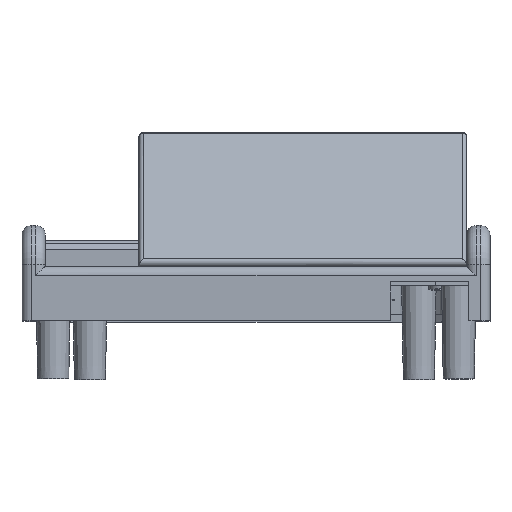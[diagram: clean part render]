
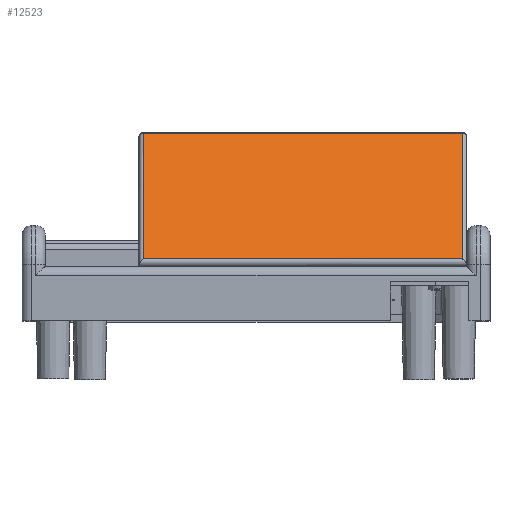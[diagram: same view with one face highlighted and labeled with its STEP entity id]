
A CAD part, top view. The second image highlights one B-rep face of the part: STEP entity #12523.
In plain terms, the highlighted planar face has unit normal (0, 0.707, 0.707).
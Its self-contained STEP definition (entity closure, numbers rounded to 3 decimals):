
#1157=PLANE('',#13229);
#1845=FACE_OUTER_BOUND('',#2606,.T.);
#2606=EDGE_LOOP('',(#11807,#11808,#11809,#11810));
#3988=LINE('',#22592,#5252);
#3990=LINE('',#22602,#5254);
#3992=LINE('',#22608,#5256);
#3993=LINE('',#22610,#5257);
#5252=VECTOR('',#15812,10.);
#5254=VECTOR('',#15820,10.);
#5256=VECTOR('',#15828,10.);
#5257=VECTOR('',#15831,10.);
#6425=VERTEX_POINT('',#22577);
#6430=VERTEX_POINT('',#22587);
#6434=VERTEX_POINT('',#22599);
#6435=VERTEX_POINT('',#22601);
#8207=EDGE_CURVE('',#6425,#6430,#3988,.T.);
#8211=EDGE_CURVE('',#6434,#6435,#3990,.T.);
#8215=EDGE_CURVE('',#6430,#6434,#3992,.T.);
#8216=EDGE_CURVE('',#6435,#6425,#3993,.T.);
#11807=ORIENTED_EDGE('',*,*,#8211,.F.);
#11808=ORIENTED_EDGE('',*,*,#8215,.F.);
#11809=ORIENTED_EDGE('',*,*,#8207,.F.);
#11810=ORIENTED_EDGE('',*,*,#8216,.F.);
#12523=ADVANCED_FACE('',(#1845),#1157,.T.);
#13229=AXIS2_PLACEMENT_3D('',#22638,#15866,#15867);
#15812=DIRECTION('',(1.,0.,0.));
#15820=DIRECTION('',(-1.,0.,0.));
#15828=DIRECTION('',(0.,-0.707,0.707));
#15831=DIRECTION('',(0.,0.707,-0.707));
#15866=DIRECTION('center_axis',(0.,0.707,0.707));
#15867=DIRECTION('ref_axis',(0.,-0.707,0.707));
#22577=CARTESIAN_POINT('',(-28.9,65.078,48.722));
#22587=CARTESIAN_POINT('',(52.9,65.078,48.722));
#22592=CARTESIAN_POINT('',(0.,65.078,48.722));
#22599=CARTESIAN_POINT('',(52.9,32.878,80.922));
#22601=CARTESIAN_POINT('',(-28.9,32.878,80.922));
#22602=CARTESIAN_POINT('',(0.,32.878,80.922));
#22608=CARTESIAN_POINT('',(52.9,57.175,56.625));
#22610=CARTESIAN_POINT('',(-28.9,57.175,56.625));
#22638=CARTESIAN_POINT('Origin',(0.,65.4,48.4));
